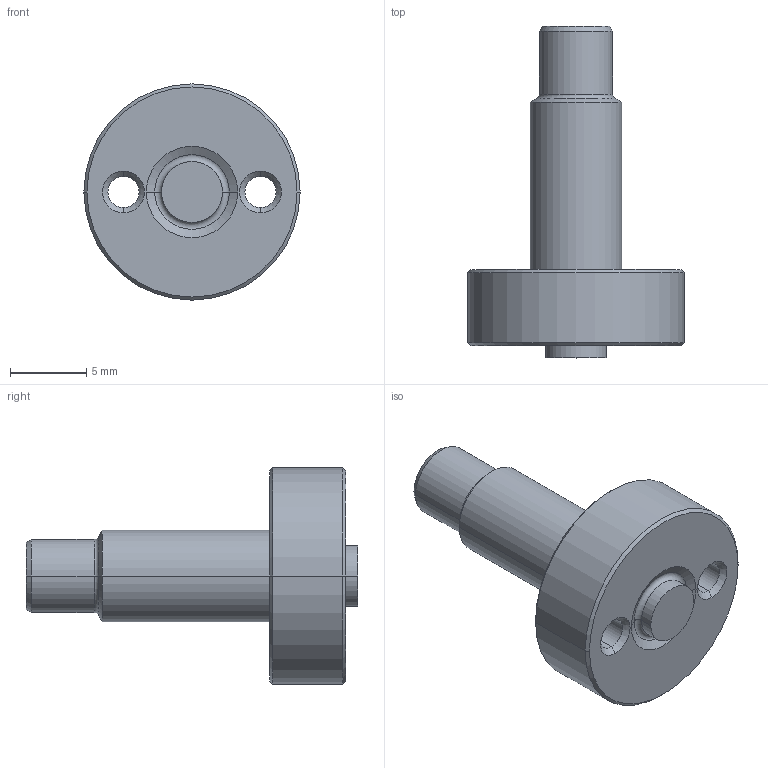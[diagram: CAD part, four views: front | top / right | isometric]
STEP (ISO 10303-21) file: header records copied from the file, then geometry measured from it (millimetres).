
FILE_DESCRIPTION (( 'STEP AP203' ), '1' );
FILE_NAME ('threaded stem adapter M6x1 1.75.STEP', '2019-06-21T15:13:33', ( '' ), ( '' ), 'SwSTEP 2.0', 'SolidWorks 2019', '' );
FILE_SCHEMA (( 'CONFIG_CONTROL_DESIGN' ));
Length unit declared in the file: millimetre
Products named in the file (2): threaded stem adapter M6x1 1.75
Bounding box: 14.2 x 21.8 x 14.2 mm (x, y, z)
Volume: 1142 mm3; surface area: 872.6 mm2
Topology: 1 solids, 1 shells, 41 faces, 84 edges, 48 vertices
Faces by surface type: cone 16, cylinder 12, torus 8, plane 5
Entity records: 1245 total; most frequent: DIRECTION 226, CARTESIAN_POINT 175, ORIENTED_EDGE 168, AXIS2_PLACEMENT_3D 99, EDGE_CURVE 84, CIRCLE 56, VERTEX_POINT 48, EDGE_LOOP 48
